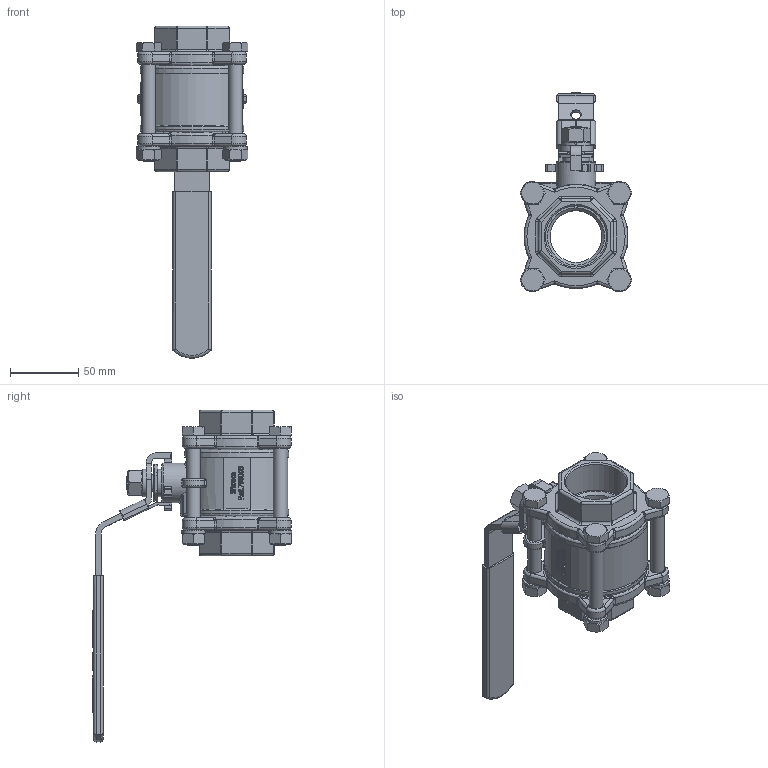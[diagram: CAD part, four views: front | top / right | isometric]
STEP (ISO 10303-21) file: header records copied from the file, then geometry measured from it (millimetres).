
FILE_DESCRIPTION(/* description */ ('790008'),/* implementation_level */ '2;1');
FILE_NAME(/* name */ '790008.stp',/* time_stamp */ '2015-10-05T09:40:44+02:00',/* author */ ('jmorand'),/* organization */ ('Sferaco'),/* preprocessor_version */ 'ST-DEVELOPER v16.1',/* originating_system */ 'Autodesk Inventor 2016',/* authorisation */ '');
FILE_SCHEMA (('AUTOMOTIVE_DESIGN { 1 0 10303 214 3 1 1 }'));
Products named in the file (1): 790008_bd
Bounding box: 82.11 x 146.41 x 243.43 mm (x, y, z)
Volume: 368176.6 mm3; surface area: 88439.6 mm2
Topology: 1 solids, 3 shells, 1501 faces, 3859 edges, 2415 vertices
Faces by surface type: plane 632, bspline 504, cylinder 239, torus 76, cone 50
Full cylindrical faces by diameter (mm): 7.6 x1, 10 x4, 10.5 x10, 12 x2, 16 x4, 17.294 x1, 20 x1, 29 x1, 38 x1, 44.845 x2, 76 x1
Entity records: 51681 total; most frequent: CARTESIAN_POINT 17612, ORIENTED_EDGE 7460, DIRECTION 5334, EDGE_CURVE 3728, VERTEX_POINT 2382, LINE 1912, VECTOR 1912, AXIS2_PLACEMENT_3D 1711
